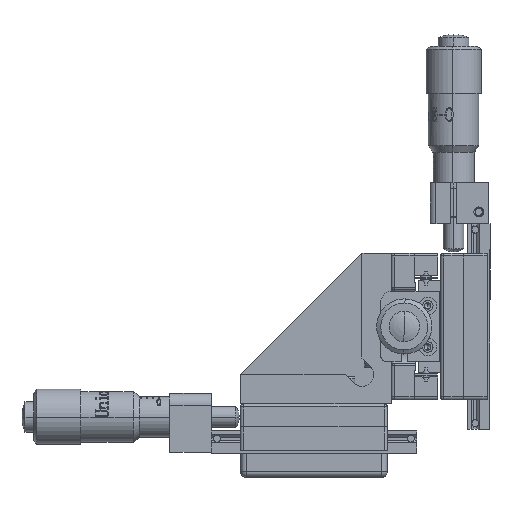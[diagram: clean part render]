
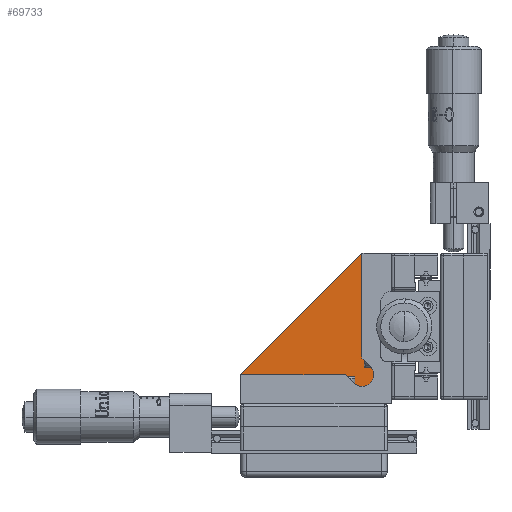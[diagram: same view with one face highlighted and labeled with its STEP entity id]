
A CAD part, left-side view. The second image highlights one B-rep face of the part: STEP entity #69733.
In plain terms, the highlighted planar face has unit normal (-1, 0, 0).
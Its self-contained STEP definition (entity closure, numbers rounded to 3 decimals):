
#77 = AXIS2_PLACEMENT_3D ( 'NONE', #111536, #59391, #103889 ) ;
#901 = VECTOR ( 'NONE', #93047, 1000. ) ;
#2161 = ORIENTED_EDGE ( 'NONE', *, *, #67632, .F. ) ;
#4660 = VERTEX_POINT ( 'NONE', #87665 ) ;
#6113 = VERTEX_POINT ( 'NONE', #106047 ) ;
#6931 = ORIENTED_EDGE ( 'NONE', *, *, #33147, .F. ) ;
#9045 = AXIS2_PLACEMENT_3D ( 'NONE', #60339, #87714, #26013 ) ;
#9091 = LINE ( 'NONE', #70726, #89508 ) ;
#11820 = LINE ( 'NONE', #41509, #101757 ) ;
#16175 = ORIENTED_EDGE ( 'NONE', *, *, #31403, .F. ) ;
#16747 = VERTEX_POINT ( 'NONE', #83326 ) ;
#17634 = VERTEX_POINT ( 'NONE', #24300 ) ;
#19708 = ORIENTED_EDGE ( 'NONE', *, *, #33461, .F. ) ;
#21842 = ORIENTED_EDGE ( 'NONE', *, *, #25265, .F. ) ;
#22278 = EDGE_LOOP ( 'NONE', ( #6931, #51894, #2161, #19708, #16175, #21842 ) ) ;
#24300 = CARTESIAN_POINT ( 'NONE',  ( -2.5, 24.628, -8.2 ) ) ;
#25265 = EDGE_CURVE ( 'NONE', #37643, #16747, #44156, .T. ) ;
#26013 = DIRECTION ( 'NONE',  ( 0., 0., -1. ) ) ;
#30534 = CIRCLE ( 'NONE', #77, 2. ) ;
#31403 = EDGE_CURVE ( 'NONE', #16747, #70231, #101787, .T. ) ;
#32445 = CARTESIAN_POINT ( 'NONE',  ( -2.5, 21.8, -5.372 ) ) ;
#33147 = EDGE_CURVE ( 'NONE', #4660, #37643, #100199, .T. ) ;
#33461 = EDGE_CURVE ( 'NONE', #70231, #6113, #30534, .T. ) ;
#37643 = VERTEX_POINT ( 'NONE', #107989 ) ;
#37757 = CARTESIAN_POINT ( 'NONE',  ( -2.5, 21.8, -5.372 ) ) ;
#41509 = CARTESIAN_POINT ( 'NONE',  ( -2.5, 42.5, -8.2 ) ) ;
#43005 = CARTESIAN_POINT ( 'NONE',  ( -2.5, 20.386, -6.786 ) ) ;
#44156 = LINE ( 'NONE', #37757, #104099 ) ;
#45364 = DIRECTION ( 'NONE',  ( 0., 0., -1. ) ) ;
#51894 = ORIENTED_EDGE ( 'NONE', *, *, #76188, .F. ) ;
#57591 = DIRECTION ( 'NONE',  ( 0., 1., 0. ) ) ;
#59391 = DIRECTION ( 'NONE',  ( 1., 0., 0. ) ) ;
#60339 = CARTESIAN_POINT ( 'NONE',  ( -2.5, 21.8, -8.2 ) ) ;
#63640 = DIRECTION ( 'NONE',  ( 0., -0.707, 0.707 ) ) ;
#67632 = EDGE_CURVE ( 'NONE', #6113, #17634, #9091, .T. ) ;
#69733 = ADVANCED_FACE ( 'NONE', ( #87878 ), #87334, .T. ) ;
#70231 = VERTEX_POINT ( 'NONE', #43005 ) ;
#70726 = CARTESIAN_POINT ( 'NONE',  ( -2.5, 24.628, -8.2 ) ) ;
#76188 = EDGE_CURVE ( 'NONE', #17634, #4660, #11820, .T. ) ;
#77064 = VECTOR ( 'NONE', #63640, 1000. ) ;
#79449 = DIRECTION ( 'NONE',  ( 0., 0.707, 0.707 ) ) ;
#83326 = CARTESIAN_POINT ( 'NONE',  ( -2.5, 21.8, -5.372 ) ) ;
#87334 = PLANE ( 'NONE',  #9045 ) ;
#87665 = CARTESIAN_POINT ( 'NONE',  ( -2.5, 42.5, -8.2 ) ) ;
#87714 = DIRECTION ( 'NONE',  ( -1., 0., 0. ) ) ;
#87878 = FACE_OUTER_BOUND ( 'NONE', #22278, .T. ) ;
#89508 = VECTOR ( 'NONE', #79449, 1000. ) ;
#89522 = CARTESIAN_POINT ( 'NONE',  ( -2.5, 32.15, 2.15 ) ) ;
#93047 = DIRECTION ( 'NONE',  ( 0., -0.707, -0.707 ) ) ;
#100199 = LINE ( 'NONE', #89522, #77064 ) ;
#101757 = VECTOR ( 'NONE', #57591, 1000. ) ;
#101787 = LINE ( 'NONE', #32445, #901 ) ;
#103889 = DIRECTION ( 'NONE',  ( 0., 0., -1. ) ) ;
#104099 = VECTOR ( 'NONE', #45364, 1000. ) ;
#106047 = CARTESIAN_POINT ( 'NONE',  ( -2.5, 23.214, -9.614 ) ) ;
#107989 = CARTESIAN_POINT ( 'NONE',  ( -2.5, 21.8, 12.5 ) ) ;
#111536 = CARTESIAN_POINT ( 'NONE',  ( -2.5, 21.8, -8.2 ) ) ;
